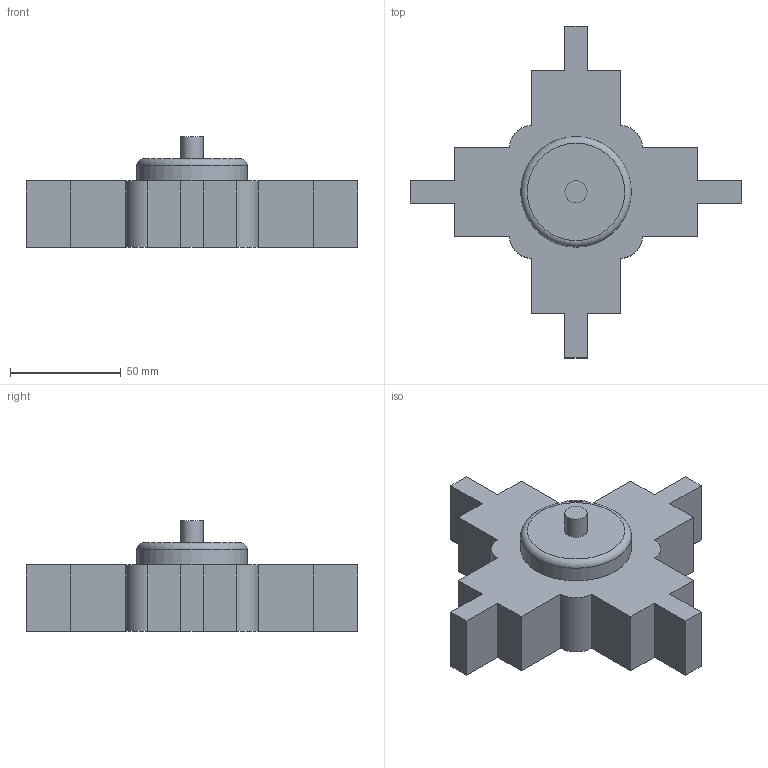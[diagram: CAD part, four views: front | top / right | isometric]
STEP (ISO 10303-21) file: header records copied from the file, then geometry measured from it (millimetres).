
FILE_DESCRIPTION(/* description */ (''),/* implementation_level */ '2;1');
FILE_NAME(/* name */ 'Component1.step',/* time_stamp */ '2024-01-29T23:23:08+05:30',/* author */ (''),/* organization */ (''),/* preprocessor_version */ 'ST-DEVELOPER v20',/* originating_system */ 'Autodesk Translation Framework v12.14.0.127',/* authorisation */ '');
FILE_SCHEMA (('AUTOMOTIVE_DESIGN { 1 0 10303 214 3 1 1 }'));
Length unit declared in the file: millimetre
Products named in the file (1): FusionComponent
Bounding box: 150 x 150 x 50 mm (x, y, z)
Volume: 269549.9 mm3; surface area: 35792 mm2
Topology: 1 solids, 1 shells, 39 faces, 105 edges, 70 vertices
Faces by surface type: plane 32, cylinder 6, torus 1
Full cylindrical faces by diameter (mm): 10 x1, 50 x1
Entity records: 1247 total; most frequent: CARTESIAN_POINT 215, ORIENTED_EDGE 210, DIRECTION 200, EDGE_CURVE 105, LINE 90, VECTOR 90, VERTEX_POINT 70, AXIS2_PLACEMENT_3D 55
